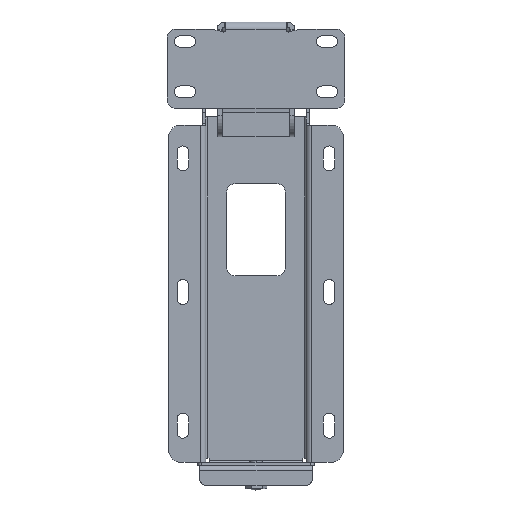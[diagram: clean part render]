
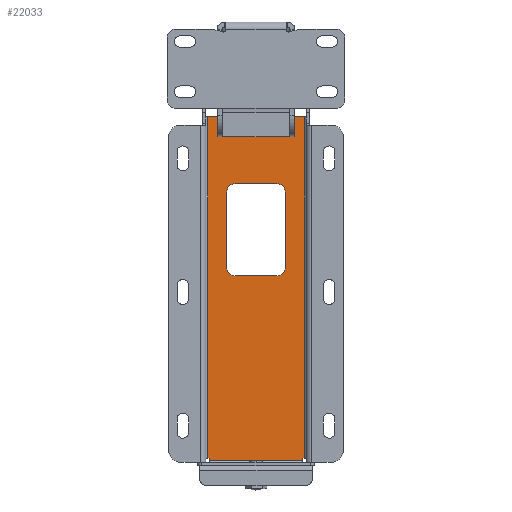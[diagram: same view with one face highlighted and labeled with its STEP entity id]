
A CAD part, top view. The second image highlights one B-rep face of the part: STEP entity #22033.
In plain terms, the highlighted planar face has unit normal (0, 0, 1).
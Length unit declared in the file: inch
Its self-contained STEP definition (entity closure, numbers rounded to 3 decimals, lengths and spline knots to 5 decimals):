
#15 = CARTESIAN_POINT ( 'NONE',  ( -1.407, -10.4695, -2.8125 ) ) ;
#723 = AXIS2_PLACEMENT_3D ( 'NONE', #8028, #8120, #8188 ) ;
#831 = CARTESIAN_POINT ( 'NONE',  ( -0.875, -2.375, -2.8125 ) ) ;
#1042 = EDGE_CURVE ( 'NONE', #20486, #22331, #23029, .T. ) ;
#1050 = VECTOR ( 'NONE', #23528, 39.37008 ) ;
#1082 = ORIENTED_EDGE ( 'NONE', *, *, #23866, .T. ) ;
#1129 = LINE ( 'NONE', #16832, #11113 ) ;
#1250 = ORIENTED_EDGE ( 'NONE', *, *, #20798, .T. ) ;
#1273 = AXIS2_PLACEMENT_3D ( 'NONE', #17794, #6078, #19663 ) ;
#1688 = LINE ( 'NONE', #21713, #1050 ) ;
#2058 = VECTOR ( 'NONE', #12123, 39.37008 ) ;
#2309 = ORIENTED_EDGE ( 'NONE', *, *, #22339, .T. ) ;
#2567 = AXIS2_PLACEMENT_3D ( 'NONE', #11027, #10994, #10943 ) ;
#2617 = CARTESIAN_POINT ( 'NONE',  ( -1.407, -10.4085, -2.8125 ) ) ;
#2787 = ORIENTED_EDGE ( 'NONE', *, *, #22214, .T. ) ;
#2820 = CARTESIAN_POINT ( 'NONE',  ( -1.438, -10.3445, -2.8125 ) ) ;
#2973 = DIRECTION ( 'NONE',  ( 0., -1., 0. ) ) ;
#3186 = EDGE_CURVE ( 'NONE', #19859, #23592, #8525, .T. ) ;
#3245 = ORIENTED_EDGE ( 'NONE', *, *, #24904, .T. ) ;
#3603 = VERTEX_POINT ( 'NONE', #22506 ) ;
#3618 = DIRECTION ( 'NONE',  ( 0., 1., 0. ) ) ;
#3628 = CARTESIAN_POINT ( 'NONE',  ( -0.625, -4.875, -2.8125 ) ) ;
#3633 = DIRECTION ( 'NONE',  ( 0., 1., 0. ) ) ;
#3851 = LINE ( 'NONE', #14852, #8531 ) ;
#4263 = CARTESIAN_POINT ( 'NONE',  ( 1.407, -10.3445, -2.8125 ) ) ;
#4424 = VERTEX_POINT ( 'NONE', #23466 ) ;
#4540 = CIRCLE ( 'NONE', #1273, 0.25 ) ;
#4843 = LINE ( 'NONE', #2820, #14115 ) ;
#4985 = AXIS2_PLACEMENT_3D ( 'NONE', #20021, #8489, #21853 ) ;
#5919 = DIRECTION ( 'NONE',  ( 0., -1., 0. ) ) ;
#6078 = DIRECTION ( 'NONE',  ( 0., 0., -1. ) ) ;
#6317 = LINE ( 'NONE', #17541, #21110 ) ;
#7535 = CARTESIAN_POINT ( 'NONE',  ( -0.875, -10.3445, -2.8125 ) ) ;
#7590 = ORIENTED_EDGE ( 'NONE', *, *, #3186, .T. ) ;
#7859 = LINE ( 'NONE', #20188, #22500 ) ;
#7981 = VERTEX_POINT ( 'NONE', #831 ) ;
#8028 = CARTESIAN_POINT ( 'NONE',  ( 0.625, -2.375, -2.8125 ) ) ;
#8111 = ORIENTED_EDGE ( 'NONE', *, *, #12647, .T. ) ;
#8120 = DIRECTION ( 'NONE',  ( 0., 0., -1. ) ) ;
#8188 = DIRECTION ( 'NONE',  ( -1., 0., 0. ) ) ;
#8489 = DIRECTION ( 'NONE',  ( 0., 0., -1. ) ) ;
#8525 = CIRCLE ( 'NONE', #723, 0.25 ) ;
#8531 = VECTOR ( 'NONE', #14775, 39.37008 ) ;
#8734 = VECTOR ( 'NONE', #13918, 39.37008 ) ;
#9185 = EDGE_CURVE ( 'NONE', #16969, #21676, #1129, .T. ) ;
#9260 = VERTEX_POINT ( 'NONE', #16125 ) ;
#9340 = LINE ( 'NONE', #15, #8734 ) ;
#9702 = EDGE_CURVE ( 'NONE', #16498, #9260, #12602, .T. ) ;
#9852 = DIRECTION ( 'NONE',  ( 1., 0., 0. ) ) ;
#9944 = DIRECTION ( 'NONE',  ( 0., 0., 1. ) ) ;
#9949 = CARTESIAN_POINT ( 'NONE',  ( 0.875, -4.625, -2.8125 ) ) ;
#10148 = EDGE_CURVE ( 'NONE', #11062, #13832, #22029, .T. ) ;
#10307 = CARTESIAN_POINT ( 'NONE',  ( 1.5, -10.4085, -2.8125 ) ) ;
#10309 = CARTESIAN_POINT ( 'NONE',  ( -1.407, -10.3445, -2.8125 ) ) ;
#10403 = CARTESIAN_POINT ( 'NONE',  ( -1.438, -10.3445, -2.8125 ) ) ;
#10829 = AXIS2_PLACEMENT_3D ( 'NONE', #21379, #9944, #23188 ) ;
#10943 = DIRECTION ( 'NONE',  ( -1., 0., 0. ) ) ;
#10989 = FACE_BOUND ( 'NONE', #18239, .T. ) ;
#10994 = DIRECTION ( 'NONE',  ( 0., 0., -1. ) ) ;
#11027 = CARTESIAN_POINT ( 'NONE',  ( 0.625, -4.625, -2.8125 ) ) ;
#11062 = VERTEX_POINT ( 'NONE', #2617 ) ;
#11113 = VECTOR ( 'NONE', #16975, 39.37008 ) ;
#11369 = ORIENTED_EDGE ( 'NONE', *, *, #23977, .T. ) ;
#11574 = CIRCLE ( 'NONE', #4985, 0.25 ) ;
#11806 = CARTESIAN_POINT ( 'NONE',  ( -1.438, -0.125, -2.8125 ) ) ;
#12043 = VECTOR ( 'NONE', #3618, 39.37008 ) ;
#12123 = DIRECTION ( 'NONE',  ( 0., 1., 0. ) ) ;
#12149 = CARTESIAN_POINT ( 'NONE',  ( 1.438, -10.3445, -2.8125 ) ) ;
#12602 = LINE ( 'NONE', #12149, #2058 ) ;
#12647 = EDGE_CURVE ( 'NONE', #18643, #16969, #4843, .T. ) ;
#12649 = LINE ( 'NONE', #7535, #12043 ) ;
#12863 = CARTESIAN_POINT ( 'NONE',  ( 0.625, -2.125, -2.8125 ) ) ;
#12976 = ORIENTED_EDGE ( 'NONE', *, *, #20361, .T. ) ;
#13257 = DIRECTION ( 'NONE',  ( -1., 0., 0. ) ) ;
#13561 = CARTESIAN_POINT ( 'NONE',  ( 1.407, -10.3445, -2.8125 ) ) ;
#13832 = VERTEX_POINT ( 'NONE', #17341 ) ;
#13918 = DIRECTION ( 'NONE',  ( 0., -1., 0. ) ) ;
#14115 = VECTOR ( 'NONE', #2973, 39.37008 ) ;
#14245 = LINE ( 'NONE', #13561, #23570 ) ;
#14258 = EDGE_CURVE ( 'NONE', #4424, #19859, #3851, .T. ) ;
#14476 = CARTESIAN_POINT ( 'NONE',  ( 0.625, -4.875, -2.8125 ) ) ;
#14775 = DIRECTION ( 'NONE',  ( 1., 0., 0. ) ) ;
#14852 = CARTESIAN_POINT ( 'NONE',  ( 1.5, -2.125, -2.8125 ) ) ;
#14960 = CARTESIAN_POINT ( 'NONE',  ( 1.438, -10.3445, -2.8125 ) ) ;
#14982 = EDGE_LOOP ( 'NONE', ( #8111, #20034, #1082, #17212, #11369, #21913, #16249, #3245 ) ) ;
#15544 = VERTEX_POINT ( 'NONE', #4263 ) ;
#15547 = FACE_OUTER_BOUND ( 'NONE', #14982, .T. ) ;
#15797 = CARTESIAN_POINT ( 'NONE',  ( 0.875, -2.375, -2.8125 ) ) ;
#16022 = VECTOR ( 'NONE', #13257, 39.37008 ) ;
#16125 = CARTESIAN_POINT ( 'NONE',  ( 1.438, -0.125, -2.8125 ) ) ;
#16249 = ORIENTED_EDGE ( 'NONE', *, *, #9702, .T. ) ;
#16329 = EDGE_CURVE ( 'NONE', #23592, #20486, #6317, .T. ) ;
#16498 = VERTEX_POINT ( 'NONE', #14960 ) ;
#16684 = ORIENTED_EDGE ( 'NONE', *, *, #14258, .T. ) ;
#16832 = CARTESIAN_POINT ( 'NONE',  ( -1.5, -10.3445, -2.8125 ) ) ;
#16969 = VERTEX_POINT ( 'NONE', #10403 ) ;
#16975 = DIRECTION ( 'NONE',  ( 1., 0., 0. ) ) ;
#17112 = VECTOR ( 'NONE', #9852, 39.37008 ) ;
#17212 = ORIENTED_EDGE ( 'NONE', *, *, #10148, .T. ) ;
#17341 = CARTESIAN_POINT ( 'NONE',  ( 1.407, -10.4085, -2.8125 ) ) ;
#17541 = CARTESIAN_POINT ( 'NONE',  ( 0.875, -10.3445, -2.8125 ) ) ;
#17794 = CARTESIAN_POINT ( 'NONE',  ( -0.625, -2.375, -2.8125 ) ) ;
#18239 = EDGE_LOOP ( 'NONE', ( #19837, #2309, #2787, #12976, #1250, #16684, #7590, #24055 ) ) ;
#18643 = VERTEX_POINT ( 'NONE', #11806 ) ;
#19610 = EDGE_CURVE ( 'NONE', #15544, #16498, #1688, .T. ) ;
#19663 = DIRECTION ( 'NONE',  ( -1., 0., 0. ) ) ;
#19837 = ORIENTED_EDGE ( 'NONE', *, *, #1042, .T. ) ;
#19859 = VERTEX_POINT ( 'NONE', #12863 ) ;
#20021 = CARTESIAN_POINT ( 'NONE',  ( -0.625, -4.625, -2.8125 ) ) ;
#20034 = ORIENTED_EDGE ( 'NONE', *, *, #9185, .T. ) ;
#20188 = CARTESIAN_POINT ( 'NONE',  ( 1.5, -4.875, -2.8125 ) ) ;
#20345 = DIRECTION ( 'NONE',  ( -1., 0., 0. ) ) ;
#20361 = EDGE_CURVE ( 'NONE', #3603, #7981, #12649, .T. ) ;
#20486 = VERTEX_POINT ( 'NONE', #9949 ) ;
#20626 = CARTESIAN_POINT ( 'NONE',  ( 1.5, -0.125, -2.8125 ) ) ;
#20798 = EDGE_CURVE ( 'NONE', #7981, #4424, #4540, .T. ) ;
#20959 = LINE ( 'NONE', #20626, #16022 ) ;
#21110 = VECTOR ( 'NONE', #5919, 39.37008 ) ;
#21367 = VERTEX_POINT ( 'NONE', #3628 ) ;
#21379 = CARTESIAN_POINT ( 'NONE',  ( 1.5, -10.3445, -2.8125 ) ) ;
#21676 = VERTEX_POINT ( 'NONE', #10309 ) ;
#21713 = CARTESIAN_POINT ( 'NONE',  ( 1.407, -10.3445, -2.8125 ) ) ;
#21853 = DIRECTION ( 'NONE',  ( -1., 0., 0. ) ) ;
#21913 = ORIENTED_EDGE ( 'NONE', *, *, #19610, .T. ) ;
#22029 = LINE ( 'NONE', #10307, #17112 ) ;
#22033 = ADVANCED_FACE ( 'NONE', ( #15547, #10989 ), #24981, .T. ) ;
#22214 = EDGE_CURVE ( 'NONE', #21367, #3603, #11574, .T. ) ;
#22331 = VERTEX_POINT ( 'NONE', #14476 ) ;
#22339 = EDGE_CURVE ( 'NONE', #22331, #21367, #7859, .T. ) ;
#22500 = VECTOR ( 'NONE', #20345, 39.37008 ) ;
#22506 = CARTESIAN_POINT ( 'NONE',  ( -0.875, -4.625, -2.8125 ) ) ;
#23029 = CIRCLE ( 'NONE', #2567, 0.25 ) ;
#23188 = DIRECTION ( 'NONE',  ( 1., 0., 0. ) ) ;
#23466 = CARTESIAN_POINT ( 'NONE',  ( -0.625, -2.125, -2.8125 ) ) ;
#23528 = DIRECTION ( 'NONE',  ( 1., 0., 0. ) ) ;
#23570 = VECTOR ( 'NONE', #3633, 39.37008 ) ;
#23592 = VERTEX_POINT ( 'NONE', #15797 ) ;
#23866 = EDGE_CURVE ( 'NONE', #21676, #11062, #9340, .T. ) ;
#23977 = EDGE_CURVE ( 'NONE', #13832, #15544, #14245, .T. ) ;
#24055 = ORIENTED_EDGE ( 'NONE', *, *, #16329, .T. ) ;
#24904 = EDGE_CURVE ( 'NONE', #9260, #18643, #20959, .T. ) ;
#24981 = PLANE ( 'NONE',  #10829 ) ;
